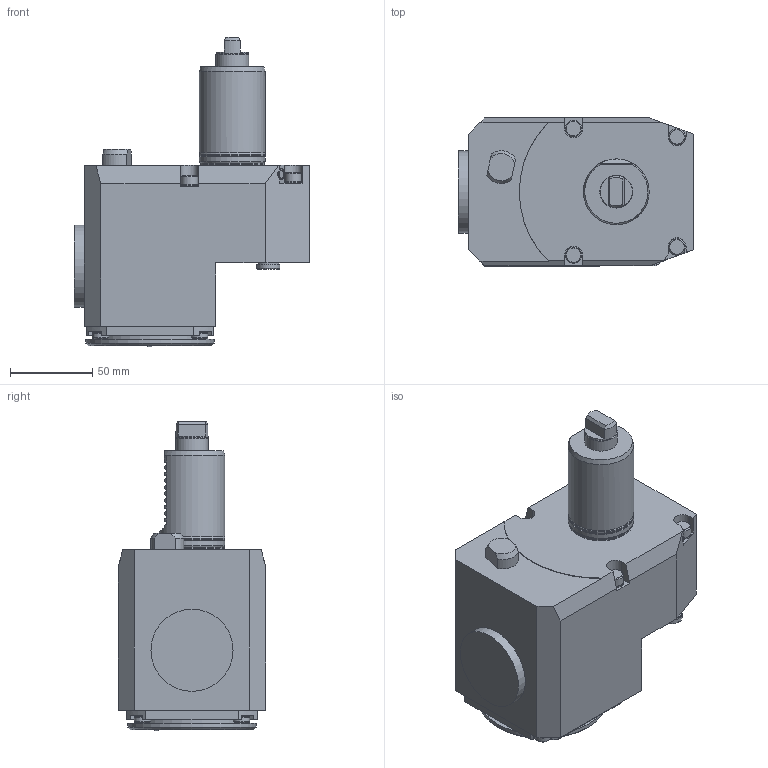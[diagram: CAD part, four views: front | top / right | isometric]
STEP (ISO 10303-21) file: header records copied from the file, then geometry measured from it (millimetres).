
FILE_DESCRIPTION(/* description */ (''),/* implementation_level */ '2;1');
FILE_NAME(/* name */ '1618584062482.stp',/* time_stamp */ '2021-04-16T16:41:10+02:00',/* author */ (''),/* organization */ ('SMS'),/* preprocessor_version */ 'ST-DEVELOPER v16.7',/* originating_system */ 'SIEMENS PLM Software NX 12.0',/* authorisation */ '');
FILE_SCHEMA (('AUTOMOTIVE_DESIGN { 1 0 10303 214 3 1 1 1 }'));
Length unit declared in the file: millimetre
Products named in the file (1): 203494549mod000_00
Bounding box: 143 x 90 x 188.26 mm (x, y, z)
Volume: 1116115.5 mm3; surface area: 81369 mm2
Topology: 1 solids, 1 shells, 232 faces, 567 edges, 368 vertices
Faces by surface type: plane 128, cylinder 72, cone 25, torus 5, bspline 1, sphere 1
Full cylindrical faces by diameter (mm): 2.5 x1, 10 x16, 13.3 x1, 14 x1, 19.5 x1, 20 x1, 31.023 x1, 39 x1, 40 x3, 50 x1, 70 x1, 78 x1
Entity records: 6512 total; most frequent: CARTESIAN_POINT 1308, DIRECTION 1129, ORIENTED_EDGE 964, EDGE_CURVE 482, AXIS2_PLACEMENT_3D 442, VERTEX_POINT 346, EDGE_LOOP 306, LINE 245
